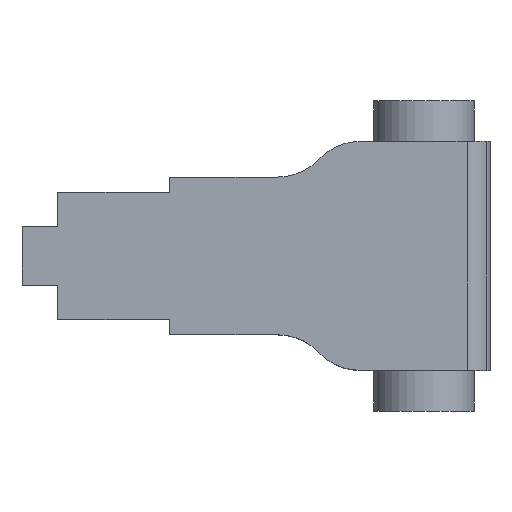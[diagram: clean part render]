
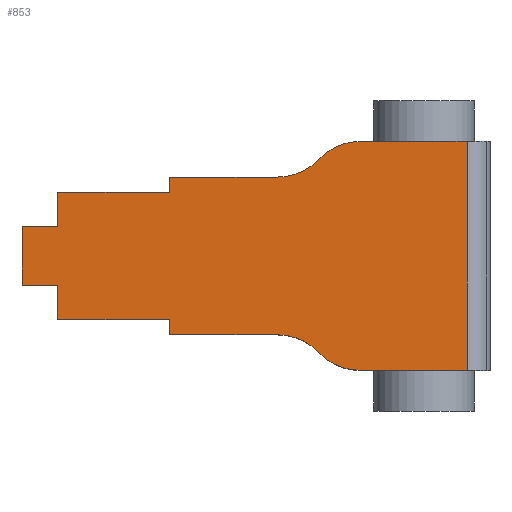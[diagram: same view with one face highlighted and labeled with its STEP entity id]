
A CAD part, top view. The second image highlights one B-rep face of the part: STEP entity #853.
In plain terms, the highlighted planar face has unit normal (0, 0, 1).
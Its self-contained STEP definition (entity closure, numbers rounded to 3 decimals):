
#52=CIRCLE('',#924,45.);
#54=CIRCLE('',#928,45.);
#57=CIRCLE('',#934,45.);
#58=CIRCLE('',#937,45.);
#103=FACE_OUTER_BOUND('',#151,.T.);
#151=EDGE_LOOP('',(#756,#757,#758,#759,#760,#761,#762,#763,#764,#765,#766,
#767,#768,#769,#770,#771,#772,#773,#774,#775));
#185=LINE('',#1290,#277);
#194=LINE('',#1322,#286);
#202=LINE('',#1336,#294);
#207=LINE('',#1351,#299);
#209=LINE('',#1359,#301);
#225=LINE('',#1396,#317);
#227=LINE('',#1404,#319);
#231=LINE('',#1411,#323);
#232=LINE('',#1413,#324);
#233=LINE('',#1416,#325);
#236=LINE('',#1421,#328);
#238=LINE('',#1426,#330);
#240=LINE('',#1429,#332);
#241=LINE('',#1431,#333);
#243=LINE('',#1435,#335);
#244=LINE('',#1437,#336);
#277=VECTOR('',#1047,10.);
#286=VECTOR('',#1074,10.);
#294=VECTOR('',#1092,10.);
#299=VECTOR('',#1105,10.);
#301=VECTOR('',#1115,10.);
#317=VECTOR('',#1143,10.);
#319=VECTOR('',#1153,10.);
#323=VECTOR('',#1159,10.);
#324=VECTOR('',#1162,10.);
#325=VECTOR('',#1165,10.);
#328=VECTOR('',#1170,10.);
#330=VECTOR('',#1174,10.);
#332=VECTOR('',#1178,10.);
#333=VECTOR('',#1181,10.);
#335=VECTOR('',#1185,10.);
#336=VECTOR('',#1188,10.);
#368=VERTEX_POINT('',#1287);
#369=VERTEX_POINT('',#1289);
#382=VERTEX_POINT('',#1319);
#383=VERTEX_POINT('',#1321);
#387=VERTEX_POINT('',#1341);
#388=VERTEX_POINT('',#1343);
#390=VERTEX_POINT('',#1349);
#392=VERTEX_POINT('',#1355);
#405=VERTEX_POINT('',#1388);
#406=VERTEX_POINT('',#1390);
#407=VERTEX_POINT('',#1394);
#408=VERTEX_POINT('',#1401);
#409=VERTEX_POINT('',#1403);
#410=VERTEX_POINT('',#1407);
#411=VERTEX_POINT('',#1409);
#412=VERTEX_POINT('',#1415);
#413=VERTEX_POINT('',#1419);
#414=VERTEX_POINT('',#1423);
#415=VERTEX_POINT('',#1425);
#416=VERTEX_POINT('',#1433);
#462=EDGE_CURVE('',#369,#368,#185,.T.);
#478=EDGE_CURVE('',#383,#382,#194,.T.);
#486=EDGE_CURVE('',#369,#382,#202,.T.);
#489=EDGE_CURVE('',#387,#388,#52,.T.);
#493=EDGE_CURVE('',#387,#390,#207,.T.);
#496=EDGE_CURVE('',#392,#368,#54,.T.);
#497=EDGE_CURVE('',#392,#388,#209,.T.);
#513=EDGE_CURVE('',#405,#406,#57,.T.);
#516=EDGE_CURVE('',#405,#407,#225,.T.);
#517=EDGE_CURVE('',#383,#407,#58,.T.);
#519=EDGE_CURVE('',#408,#409,#227,.T.);
#523=EDGE_CURVE('',#410,#411,#231,.T.);
#524=EDGE_CURVE('',#409,#411,#232,.T.);
#525=EDGE_CURVE('',#410,#412,#233,.T.);
#528=EDGE_CURVE('',#413,#412,#236,.T.);
#530=EDGE_CURVE('',#414,#415,#238,.T.);
#532=EDGE_CURVE('',#415,#408,#240,.T.);
#533=EDGE_CURVE('',#390,#413,#241,.T.);
#535=EDGE_CURVE('',#414,#416,#243,.T.);
#536=EDGE_CURVE('',#416,#406,#244,.T.);
#756=ORIENTED_EDGE('',*,*,#486,.F.);
#757=ORIENTED_EDGE('',*,*,#462,.T.);
#758=ORIENTED_EDGE('',*,*,#496,.F.);
#759=ORIENTED_EDGE('',*,*,#497,.T.);
#760=ORIENTED_EDGE('',*,*,#489,.F.);
#761=ORIENTED_EDGE('',*,*,#493,.T.);
#762=ORIENTED_EDGE('',*,*,#533,.T.);
#763=ORIENTED_EDGE('',*,*,#528,.T.);
#764=ORIENTED_EDGE('',*,*,#525,.F.);
#765=ORIENTED_EDGE('',*,*,#523,.T.);
#766=ORIENTED_EDGE('',*,*,#524,.F.);
#767=ORIENTED_EDGE('',*,*,#519,.F.);
#768=ORIENTED_EDGE('',*,*,#532,.F.);
#769=ORIENTED_EDGE('',*,*,#530,.F.);
#770=ORIENTED_EDGE('',*,*,#535,.T.);
#771=ORIENTED_EDGE('',*,*,#536,.T.);
#772=ORIENTED_EDGE('',*,*,#513,.F.);
#773=ORIENTED_EDGE('',*,*,#516,.T.);
#774=ORIENTED_EDGE('',*,*,#517,.F.);
#775=ORIENTED_EDGE('',*,*,#478,.T.);
#807=PLANE('',#949);
#853=ADVANCED_FACE('',(#103),#807,.T.);
#924=AXIS2_PLACEMENT_3D('',#1344,#1098,#1099);
#928=AXIS2_PLACEMENT_3D('',#1357,#1111,#1112);
#934=AXIS2_PLACEMENT_3D('',#1391,#1137,#1138);
#937=AXIS2_PLACEMENT_3D('',#1398,#1146,#1147);
#949=AXIS2_PLACEMENT_3D('',#1438,#1189,#1190);
#1047=DIRECTION('',(-1.,0.,0.));
#1074=DIRECTION('',(1.,0.,0.));
#1092=DIRECTION('',(0.,-1.,0.));
#1098=DIRECTION('center_axis',(0.,0.,1.));
#1099=DIRECTION('ref_axis',(0.383,-0.924,0.));
#1105=DIRECTION('',(-1.,0.,0.));
#1111=DIRECTION('center_axis',(0.,0.,-1.));
#1112=DIRECTION('ref_axis',(-0.383,0.924,0.));
#1115=DIRECTION('',(-0.707,-0.707,0.));
#1137=DIRECTION('center_axis',(0.,0.,1.));
#1138=DIRECTION('ref_axis',(0.383,0.924,0.));
#1143=DIRECTION('',(0.707,-0.707,0.));
#1146=DIRECTION('center_axis',(0.,0.,-1.));
#1147=DIRECTION('ref_axis',(-0.383,-0.924,0.));
#1153=DIRECTION('',(-1.,0.,0.));
#1159=DIRECTION('',(-1.,0.,0.));
#1162=DIRECTION('',(0.,1.,0.));
#1165=DIRECTION('',(0.,1.,0.));
#1170=DIRECTION('',(-1.,0.,0.));
#1174=DIRECTION('',(-1.,0.,0.));
#1178=DIRECTION('',(0.,1.,0.));
#1181=DIRECTION('',(0.,-1.,0.));
#1185=DIRECTION('',(0.,-1.,0.));
#1188=DIRECTION('',(1.,0.,0.));
#1189=DIRECTION('center_axis',(0.,0.,1.));
#1190=DIRECTION('ref_axis',(1.,0.,0.));
#1287=CARTESIAN_POINT('',(20.033,90.,47.));
#1289=CARTESIAN_POINT('',(103.972,90.,47.));
#1290=CARTESIAN_POINT('',(122.,90.,47.));
#1319=CARTESIAN_POINT('',(103.972,-90.,47.));
#1321=CARTESIAN_POINT('',(20.033,-90.,47.));
#1322=CARTESIAN_POINT('',(1.393,-90.,47.));
#1336=CARTESIAN_POINT('',(103.972,0.,47.));
#1341=CARTESIAN_POINT('',(-45.246,62.,47.));
#1343=CARTESIAN_POINT('',(-13.426,75.18,47.));
#1344=CARTESIAN_POINT('Origin',(-45.246,107.,47.));
#1349=CARTESIAN_POINT('',(-130.,62.,47.));
#1351=CARTESIAN_POINT('',(-26.607,62.,47.));
#1355=CARTESIAN_POINT('',(-11.787,76.82,47.));
#1357=CARTESIAN_POINT('Origin',(20.033,45.,47.));
#1359=CARTESIAN_POINT('',(1.393,90.,47.));
#1388=CARTESIAN_POINT('',(-13.426,-75.18,47.));
#1390=CARTESIAN_POINT('',(-45.246,-62.,47.));
#1391=CARTESIAN_POINT('Origin',(-45.246,-107.,47.));
#1394=CARTESIAN_POINT('',(-11.787,-76.82,47.));
#1396=CARTESIAN_POINT('',(-26.607,-62.,47.));
#1398=CARTESIAN_POINT('Origin',(20.033,-45.,47.));
#1401=CARTESIAN_POINT('',(-218.,-23.,47.));
#1403=CARTESIAN_POINT('',(-246.,-23.,47.));
#1404=CARTESIAN_POINT('',(-130.,-23.,47.));
#1407=CARTESIAN_POINT('',(-218.,23.,47.));
#1409=CARTESIAN_POINT('',(-246.,23.,47.));
#1411=CARTESIAN_POINT('',(-130.,23.,47.));
#1413=CARTESIAN_POINT('',(-246.,-90.,47.));
#1415=CARTESIAN_POINT('',(-218.,50.,47.));
#1416=CARTESIAN_POINT('',(-218.,-90.,47.));
#1419=CARTESIAN_POINT('',(-130.,50.,47.));
#1421=CARTESIAN_POINT('',(-130.,50.,47.));
#1423=CARTESIAN_POINT('',(-130.,-50.,47.));
#1425=CARTESIAN_POINT('',(-218.,-50.,47.));
#1426=CARTESIAN_POINT('',(-130.,-50.,47.));
#1429=CARTESIAN_POINT('',(-218.,-90.,47.));
#1431=CARTESIAN_POINT('',(-130.,62.,47.));
#1433=CARTESIAN_POINT('',(-130.,-62.,47.));
#1435=CARTESIAN_POINT('',(-130.,62.,47.));
#1437=CARTESIAN_POINT('',(-130.,-62.,47.));
#1438=CARTESIAN_POINT('Origin',(-4.,0.,
47.));
